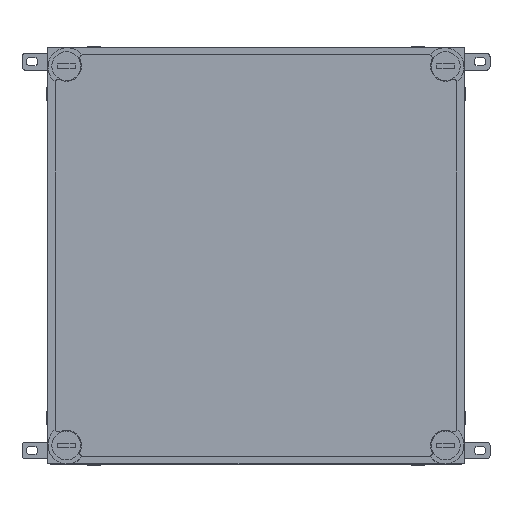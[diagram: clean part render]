
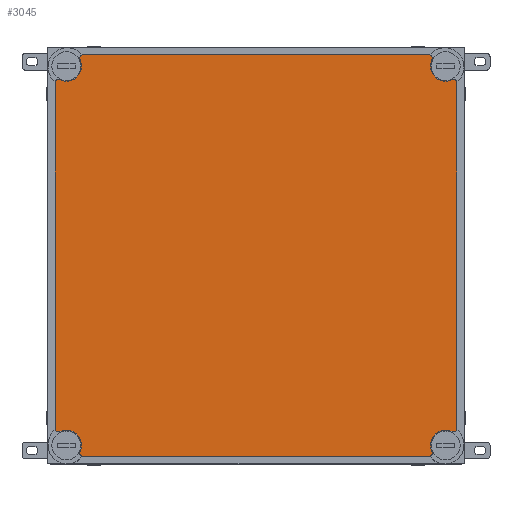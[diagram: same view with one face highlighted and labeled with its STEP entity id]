
A CAD part, top view. The second image highlights one B-rep face of the part: STEP entity #3045.
In plain terms, the highlighted planar face has unit normal (0, 0, 1).
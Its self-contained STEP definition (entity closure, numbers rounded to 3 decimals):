
#3045 = ADVANCED_FACE( '', ( #7473 ), #7474, .T. );
#7473 = FACE_OUTER_BOUND( '', #13911, .T. );
#7474 = PLANE( '', #13912 );
#13911 = EDGE_LOOP( '', ( #24432, #24433, #24434, #24435, #24436, #24437, #24438, #24439, #24440, #24441, #24442, #24443, #24444, #24445, #24446, #24447 ) );
#13912 = AXIS2_PLACEMENT_3D( '', #24448, #24449, #24450 );
#24432 = ORIENTED_EDGE( '', *, *, #38253, .F. );
#24433 = ORIENTED_EDGE( '', *, *, #38254, .T. );
#24434 = ORIENTED_EDGE( '', *, *, #38255, .F. );
#24435 = ORIENTED_EDGE( '', *, *, #38256, .T. );
#24436 = ORIENTED_EDGE( '', *, *, #38257, .F. );
#24437 = ORIENTED_EDGE( '', *, *, #38258, .F. );
#24438 = ORIENTED_EDGE( '', *, *, #38259, .F. );
#24439 = ORIENTED_EDGE( '', *, *, #38260, .T. );
#24440 = ORIENTED_EDGE( '', *, *, #38261, .F. );
#24441 = ORIENTED_EDGE( '', *, *, #38262, .F. );
#24442 = ORIENTED_EDGE( '', *, *, #38263, .F. );
#24443 = ORIENTED_EDGE( '', *, *, #38264, .T. );
#24444 = ORIENTED_EDGE( '', *, *, #38265, .F. );
#24445 = ORIENTED_EDGE( '', *, *, #38266, .T. );
#24446 = ORIENTED_EDGE( '', *, *, #36444, .F. );
#24447 = ORIENTED_EDGE( '', *, *, #38267, .T. );
#24448 = CARTESIAN_POINT( '', ( 0., 0., 105. ) );
#24449 = DIRECTION( '', ( 0., 0., 1. ) );
#24450 = DIRECTION( '', ( 1., 0., 0. ) );
#36444 = EDGE_CURVE( '', #43345, #43346, #43347, .F. );
#38253 = EDGE_CURVE( '', #46326, #46327, #46328, .F. );
#38254 = EDGE_CURVE( '', #46326, #46329, #46330, .T. );
#38255 = EDGE_CURVE( '', #46331, #46329, #46332, .F. );
#38256 = EDGE_CURVE( '', #46331, #46333, #46334, .F. );
#38257 = EDGE_CURVE( '', #46335, #46333, #46336, .F. );
#38258 = EDGE_CURVE( '', #46337, #46335, #46338, .T. );
#38259 = EDGE_CURVE( '', #46339, #46337, #46340, .F. );
#38260 = EDGE_CURVE( '', #46339, #46341, #46342, .F. );
#38261 = EDGE_CURVE( '', #46343, #46341, #46344, .F. );
#38262 = EDGE_CURVE( '', #46345, #46343, #46346, .T. );
#38263 = EDGE_CURVE( '', #46347, #46345, #46348, .F. );
#38264 = EDGE_CURVE( '', #46347, #46349, #46350, .F. );
#38265 = EDGE_CURVE( '', #46351, #46349, #46352, .F. );
#38266 = EDGE_CURVE( '', #46351, #43346, #46353, .T. );
#38267 = EDGE_CURVE( '', #43345, #46327, #46354, .F. );
#43345 = VERTEX_POINT( '', #52978 );
#43346 = VERTEX_POINT( '', #52979 );
#43347 = CIRCLE( '', #52980, 3. );
#46326 = VERTEX_POINT( '', #56907 );
#46327 = VERTEX_POINT( '', #56908 );
#46328 = CIRCLE( '', #56909, 3. );
#46329 = VERTEX_POINT( '', #56910 );
#46330 = LINE( '', #56911, #56912 );
#46331 = VERTEX_POINT( '', #56913 );
#46332 = CIRCLE( '', #56914, 3. );
#46333 = VERTEX_POINT( '', #56915 );
#46334 = CIRCLE( '', #56916, 13.64 );
#46335 = VERTEX_POINT( '', #56917 );
#46336 = CIRCLE( '', #56918, 3. );
#46337 = VERTEX_POINT( '', #56919 );
#46338 = LINE( '', #56920, #56921 );
#46339 = VERTEX_POINT( '', #56922 );
#46340 = CIRCLE( '', #56923, 3. );
#46341 = VERTEX_POINT( '', #56924 );
#46342 = CIRCLE( '', #56925, 13.64 );
#46343 = VERTEX_POINT( '', #56926 );
#46344 = CIRCLE( '', #56927, 3. );
#46345 = VERTEX_POINT( '', #56928 );
#46346 = LINE( '', #56929, #56930 );
#46347 = VERTEX_POINT( '', #56931 );
#46348 = CIRCLE( '', #56932, 3. );
#46349 = VERTEX_POINT( '', #56933 );
#46350 = CIRCLE( '', #56934, 13.64 );
#46351 = VERTEX_POINT( '', #56935 );
#46352 = CIRCLE( '', #56936, 3. );
#46353 = LINE( '', #56937, #56938 );
#46354 = CIRCLE( '', #56939, 13.64 );
#52978 = CARTESIAN_POINT( '', ( 28.836, 362.32, 105. ) );
#52979 = CARTESIAN_POINT( '', ( 31.549, 366.6, 105. ) );
#52980 = AXIS2_PLACEMENT_3D( '', #64238, #64239, #64240 );
#56907 = CARTESIAN_POINT( '', ( 6.4, 341.451, 105. ) );
#56908 = CARTESIAN_POINT( '', ( 10.68, 344.164, 105. ) );
#56909 = AXIS2_PLACEMENT_3D( '', #66560, #66561, #66562 );
#56910 = CARTESIAN_POINT( '', ( 6.4, 31.549, 105. ) );
#56911 = CARTESIAN_POINT( '', ( 6.4, 373., 105. ) );
#56912 = VECTOR( '', #66563, 1000. );
#56913 = CARTESIAN_POINT( '', ( 10.68, 28.836, 105. ) );
#56914 = AXIS2_PLACEMENT_3D( '', #66564, #66565, #66566 );
#56915 = CARTESIAN_POINT( '', ( 28.836, 10.68, 105. ) );
#56916 = AXIS2_PLACEMENT_3D( '', #66567, #66568, #66569 );
#56917 = CARTESIAN_POINT( '', ( 31.549, 6.4, 105. ) );
#56918 = AXIS2_PLACEMENT_3D( '', #66570, #66571, #66572 );
#56919 = CARTESIAN_POINT( '', ( 341.451, 6.4, 105. ) );
#56920 = CARTESIAN_POINT( '', ( 373., 6.4, 105. ) );
#56921 = VECTOR( '', #66573, 1000. );
#56922 = CARTESIAN_POINT( '', ( 344.164, 10.68, 105. ) );
#56923 = AXIS2_PLACEMENT_3D( '', #66574, #66575, #66576 );
#56924 = CARTESIAN_POINT( '', ( 362.32, 28.836, 105. ) );
#56925 = AXIS2_PLACEMENT_3D( '', #66577, #66578, #66579 );
#56926 = CARTESIAN_POINT( '', ( 366.6, 31.549, 105. ) );
#56927 = AXIS2_PLACEMENT_3D( '', #66580, #66581, #66582 );
#56928 = CARTESIAN_POINT( '', ( 366.6, 341.451, 105. ) );
#56929 = CARTESIAN_POINT( '', ( 366.6, 373., 105. ) );
#56930 = VECTOR( '', #66583, 1000. );
#56931 = CARTESIAN_POINT( '', ( 362.32, 344.164, 105. ) );
#56932 = AXIS2_PLACEMENT_3D( '', #66584, #66585, #66586 );
#56933 = CARTESIAN_POINT( '', ( 344.164, 362.32, 105. ) );
#56934 = AXIS2_PLACEMENT_3D( '', #66587, #66588, #66589 );
#56935 = CARTESIAN_POINT( '', ( 341.451, 366.6, 105. ) );
#56936 = AXIS2_PLACEMENT_3D( '', #66590, #66591, #66592 );
#56937 = CARTESIAN_POINT( '', ( 373., 366.6, 105. ) );
#56938 = VECTOR( '', #66593, 1000. );
#56939 = AXIS2_PLACEMENT_3D( '', #66594, #66595, #66596 );
#64238 = CARTESIAN_POINT( '', ( 31.549, 363.6, 105. ) );
#64239 = DIRECTION( '', ( 0., 0., 1. ) );
#64240 = DIRECTION( '', ( 1., 0., 0. ) );
#66560 = CARTESIAN_POINT( '', ( 9.4, 341.451, 105. ) );
#66561 = DIRECTION( '', ( 0., 0., 1. ) );
#66562 = DIRECTION( '', ( 1., 0., 0. ) );
#66563 = DIRECTION( '', ( 0., -1., 0. ) );
#66564 = CARTESIAN_POINT( '', ( 9.4, 31.549, 105. ) );
#66565 = DIRECTION( '', ( 0., 0., 1. ) );
#66566 = DIRECTION( '', ( 1., 0., 0. ) );
#66567 = CARTESIAN_POINT( '', ( 16.5, 16.5, 105. ) );
#66568 = DIRECTION( '', ( 0., 0., 1. ) );
#66569 = DIRECTION( '', ( 1., 0., 0. ) );
#66570 = CARTESIAN_POINT( '', ( 31.549, 9.4, 105. ) );
#66571 = DIRECTION( '', ( 0., 0., 1. ) );
#66572 = DIRECTION( '', ( 1., 0., 0. ) );
#66573 = DIRECTION( '', ( -1., 0., 0. ) );
#66574 = CARTESIAN_POINT( '', ( 341.451, 9.4, 105. ) );
#66575 = DIRECTION( '', ( 0., 0., 1. ) );
#66576 = DIRECTION( '', ( 1., 0., 0. ) );
#66577 = CARTESIAN_POINT( '', ( 356.5, 16.5, 105. ) );
#66578 = DIRECTION( '', ( 0., 0., 1. ) );
#66579 = DIRECTION( '', ( 1., 0., 0. ) );
#66580 = CARTESIAN_POINT( '', ( 363.6, 31.549, 105. ) );
#66581 = DIRECTION( '', ( 0., 0., 1. ) );
#66582 = DIRECTION( '', ( 1., 0., 0. ) );
#66583 = DIRECTION( '', ( 0., -1., 0. ) );
#66584 = CARTESIAN_POINT( '', ( 363.6, 341.451, 105. ) );
#66585 = DIRECTION( '', ( 0., 0., 1. ) );
#66586 = DIRECTION( '', ( 1., 0., 0. ) );
#66587 = CARTESIAN_POINT( '', ( 356.5, 356.5, 105. ) );
#66588 = DIRECTION( '', ( 0., 0., 1. ) );
#66589 = DIRECTION( '', ( 1., 0., 0. ) );
#66590 = CARTESIAN_POINT( '', ( 341.451, 363.6, 105. ) );
#66591 = DIRECTION( '', ( 0., 0., 1. ) );
#66592 = DIRECTION( '', ( 1., 0., 0. ) );
#66593 = DIRECTION( '', ( -1., 0., 0. ) );
#66594 = CARTESIAN_POINT( '', ( 16.5, 356.5, 105. ) );
#66595 = DIRECTION( '', ( 0., 0., 1. ) );
#66596 = DIRECTION( '', ( 1., 0., 0. ) );
